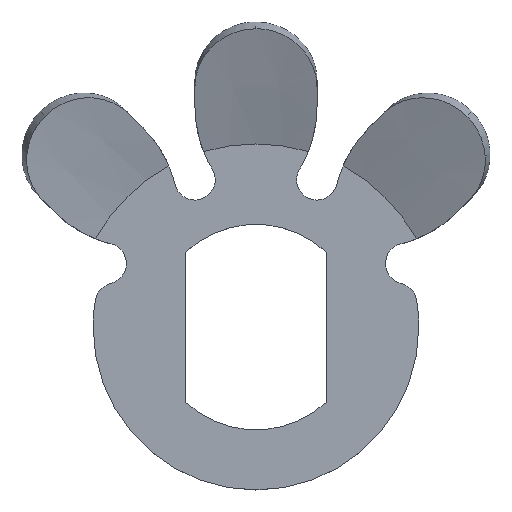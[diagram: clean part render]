
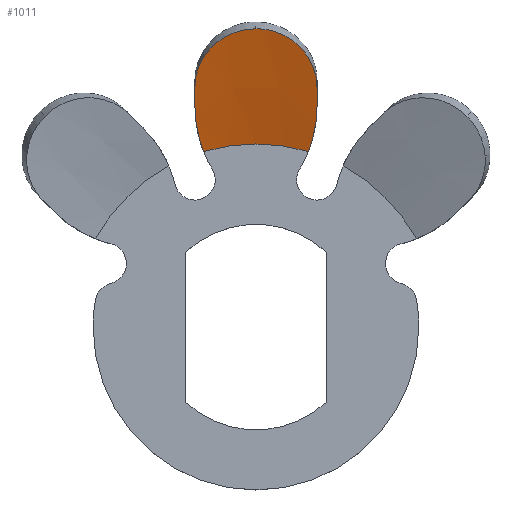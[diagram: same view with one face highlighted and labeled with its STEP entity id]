
A CAD part, top view. The second image highlights one B-rep face of the part: STEP entity #1011.
In plain terms, the highlighted conical face has half-angle 70.529 degrees and reference radius 7.328 mm.
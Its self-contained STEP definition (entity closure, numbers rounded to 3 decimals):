
#20 = ORIENTED_EDGE ( 'NONE', *, *, #1324, .T. ) ;
#49 = CARTESIAN_POINT ( 'NONE',  ( -1.199, 6.773, 1.34 ) ) ;
#73 = CARTESIAN_POINT ( 'NONE',  ( -1.5, 5.893, 1.059 ) ) ;
#89 = DIRECTION ( 'NONE',  ( 1., 0., 0. ) ) ;
#112 = ORIENTED_EDGE ( 'NONE', *, *, #525, .F. ) ;
#128 = VERTEX_POINT ( 'NONE', #1606 ) ;
#131 = VERTEX_POINT ( 'NONE', #1215 ) ;
#186 = CARTESIAN_POINT ( 'NONE',  ( -1.46, 6.268, 1.184 ) ) ;
#216 = CARTESIAN_POINT ( 'NONE',  ( 0.756, 7.145, 1.449 ) ) ;
#226 = CARTESIAN_POINT ( 'NONE',  ( -1.428, 4.668, 0.635 ) ) ;
#252 = B_SPLINE_CURVE_WITH_KNOTS ( 'NONE', 3,
 ( #1406, #1309, #1055, #999 ),
 .UNSPECIFIED., .F., .F.,
 ( 4, 4 ),
 ( 0.006, 0.006 ),
 .UNSPECIFIED. ) ;
#262 = ORIENTED_EDGE ( 'NONE', *, *, #286, .T. ) ;
#286 = EDGE_CURVE ( 'NONE', #923, #1193, #691, .T. ) ;
#287 = CIRCLE ( 'NONE', #1655, 4.5 ) ;
#288 = CARTESIAN_POINT ( 'NONE',  ( 1.5, 5.987, 1.091 ) ) ;
#303 = CARTESIAN_POINT ( 'NONE',  ( 1.302, 6.608, 1.29 ) ) ;
#305 = EDGE_CURVE ( 'NONE', #830, #1193, #379, .T. ) ;
#316 = CARTESIAN_POINT ( 'NONE',  ( -1.5, 5.581, 0.952 ) ) ;
#325 = CARTESIAN_POINT ( 'NONE',  ( -1.5, 5.893, 1.059 ) ) ;
#332 = CARTESIAN_POINT ( 'NONE',  ( 1.49, 6.079, 1.122 ) ) ;
#371 = CARTESIAN_POINT ( 'NONE',  ( -1.5, 5.039, 0.768 ) ) ;
#379 = B_SPLINE_CURVE_WITH_KNOTS ( 'NONE', 3,
 ( #1005, #316, #1276, #469 ),
 .UNSPECIFIED., .F., .F.,
 ( 4, 4 ),
 ( 0.006, 0.006 ),
 .UNSPECIFIED. ) ;
#413 = CARTESIAN_POINT ( 'NONE',  ( 1.423, 6.352, 1.211 ) ) ;
#421 = CARTESIAN_POINT ( 'NONE',  ( 1.452, 6.262, 1.182 ) ) ;
#430 = B_SPLINE_CURVE_WITH_KNOTS ( 'NONE', 3,
 ( #610, #1564, #457, #1091 ),
 .UNSPECIFIED., .F., .F.,
 ( 4, 4 ),
 ( 0., 0.001 ),
 .UNSPECIFIED. ) ;
#434 = CARTESIAN_POINT ( 'NONE',  ( 1.348, 6.526, 1.265 ) ) ;
#440 = CARTESIAN_POINT ( 'NONE',  ( 1.193, 6.764, 1.337 ) ) ;
#446 = CARTESIAN_POINT ( 'NONE',  ( -0.099, 7.328, 1.5 ) ) ;
#447 = CARTESIAN_POINT ( 'NONE',  ( 0.923, 7.038, 1.418 ) ) ;
#456 = CARTESIAN_POINT ( 'NONE',  ( 0.198, 7.328, 1.5 ) ) ;
#457 = CARTESIAN_POINT ( 'NONE',  ( 1.5, 5.039, 0.768 ) ) ;
#463 = CARTESIAN_POINT ( 'NONE',  ( 0., 7.328, 1.5 ) ) ;
#469 = CARTESIAN_POINT ( 'NONE',  ( -1.5, 5.893, 1.059 ) ) ;
#470 = CARTESIAN_POINT ( 'NONE',  ( 1.13, 6.838, 1.359 ) ) ;
#478 = CARTESIAN_POINT ( 'NONE',  ( 0.395, 7.29, 1.489 ) ) ;
#505 = CONICAL_SURFACE ( 'NONE', #1047, 7.328, 1.231 ) ;
#525 = EDGE_CURVE ( 'NONE', #1026, #131, #287, .T. ) ;
#547 = EDGE_LOOP ( 'NONE', ( #112, #1416, #1108, #20, #262, #1002, #1194 ) ) ;
#587 = CARTESIAN_POINT ( 'NONE',  ( -0.483, 7.254, 1.479 ) ) ;
#589 = CARTESIAN_POINT ( 'NONE',  ( 1.286, 4.312, 0.5 ) ) ;
#610 = CARTESIAN_POINT ( 'NONE',  ( 1.286, 4.312, 0.5 ) ) ;
#618 = CARTESIAN_POINT ( 'NONE',  ( -1.5, 5.424, 0.899 ) ) ;
#627 = CARTESIAN_POINT ( 'NONE',  ( 0., 0., 0.5 ) ) ;
#675 = EDGE_CURVE ( 'NONE', #1641, #128, #252, .T. ) ;
#691 = B_SPLINE_CURVE_WITH_KNOTS ( 'NONE', 3,
 ( #1267, #446, #990, #1393, #587, #1527, #734, #1652, #864, #49, #996, #186, #1137, #325 ),
 .UNSPECIFIED., .F., .F.,
 ( 4, 2, 2, 2, 2, 2, 4 ),
 ( 0., 0., 0.001, 0.001, 0.001, 0.002, 0.002 ),
 .UNSPECIFIED. ) ;
#733 = DIRECTION ( 'NONE',  ( 0., 0., 1. ) ) ;
#734 = CARTESIAN_POINT ( 'NONE',  ( -0.751, 7.138, 1.446 ) ) ;
#761 = CARTESIAN_POINT ( 'NONE',  ( -1.5, 5.424, 0.899 ) ) ;
#767 = DIRECTION ( 'NONE',  ( 1., 0., 0. ) ) ;
#830 = VERTEX_POINT ( 'NONE', #761 ) ;
#836 = EDGE_CURVE ( 'NONE', #830, #131, #1059, .T. ) ;
#864 = CARTESIAN_POINT ( 'NONE',  ( -0.991, 6.972, 1.399 ) ) ;
#871 = CARTESIAN_POINT ( 'NONE',  ( 0., 0., 1.5 ) ) ;
#910 = FACE_OUTER_BOUND ( 'NONE', #547, .T. ) ;
#923 = VERTEX_POINT ( 'NONE', #1438 ) ;
#956 = EDGE_CURVE ( 'NONE', #1026, #1641, #430, .T. ) ;
#990 = CARTESIAN_POINT ( 'NONE',  ( -0.197, 7.319, 1.497 ) ) ;
#996 = CARTESIAN_POINT ( 'NONE',  ( -1.31, 6.612, 1.292 ) ) ;
#999 = CARTESIAN_POINT ( 'NONE',  ( 1.5, 5.893, 1.059 ) ) ;
#1002 = ORIENTED_EDGE ( 'NONE', *, *, #305, .F. ) ;
#1005 = CARTESIAN_POINT ( 'NONE',  ( -1.5, 5.424, 0.899 ) ) ;
#1011 = ADVANCED_FACE ( 'NONE', ( #910 ), #505, .F. ) ;
#1026 = VERTEX_POINT ( 'NONE', #589 ) ;
#1047 = AXIS2_PLACEMENT_3D ( 'NONE', #871, #1261, #89 ) ;
#1055 = CARTESIAN_POINT ( 'NONE',  ( 1.5, 5.737, 1.005 ) ) ;
#1059 = B_SPLINE_CURVE_WITH_KNOTS ( 'NONE', 3,
 ( #618, #371, #226, #1297 ),
 .UNSPECIFIED., .F., .F.,
 ( 4, 4 ),
 ( 0., 0.001 ),
 .UNSPECIFIED. ) ;
#1084 = CARTESIAN_POINT ( 'NONE',  ( 1.5, 5.424, 0.899 ) ) ;
#1091 = CARTESIAN_POINT ( 'NONE',  ( 1.5, 5.424, 0.899 ) ) ;
#1108 = ORIENTED_EDGE ( 'NONE', *, *, #675, .T. ) ;
#1137 = CARTESIAN_POINT ( 'NONE',  ( -1.5, 6.081, 1.123 ) ) ;
#1193 = VERTEX_POINT ( 'NONE', #73 ) ;
#1194 = ORIENTED_EDGE ( 'NONE', *, *, #836, .T. ) ;
#1215 = CARTESIAN_POINT ( 'NONE',  ( -1.286, 4.312, 0.5 ) ) ;
#1260 = CARTESIAN_POINT ( 'NONE',  ( 1.5, 5.893, 1.059 ) ) ;
#1261 = DIRECTION ( 'NONE',  ( 0., 0., 1. ) ) ;
#1267 = CARTESIAN_POINT ( 'NONE',  ( 0., 7.328, 1.5 ) ) ;
#1276 = CARTESIAN_POINT ( 'NONE',  ( -1.5, 5.737, 1.005 ) ) ;
#1297 = CARTESIAN_POINT ( 'NONE',  ( -1.286, 4.312, 0.5 ) ) ;
#1309 = CARTESIAN_POINT ( 'NONE',  ( 1.5, 5.581, 0.952 ) ) ;
#1324 = EDGE_CURVE ( 'NONE', #128, #923, #1595, .T. ) ;
#1393 = CARTESIAN_POINT ( 'NONE',  ( -0.388, 7.282, 1.487 ) ) ;
#1406 = CARTESIAN_POINT ( 'NONE',  ( 1.5, 5.424, 0.899 ) ) ;
#1416 = ORIENTED_EDGE ( 'NONE', *, *, #956, .T. ) ;
#1438 = CARTESIAN_POINT ( 'NONE',  ( 0., 7.328, 1.5 ) ) ;
#1527 = CARTESIAN_POINT ( 'NONE',  ( -0.665, 7.182, 1.459 ) ) ;
#1564 = CARTESIAN_POINT ( 'NONE',  ( 1.428, 4.668, 0.635 ) ) ;
#1595 = B_SPLINE_CURVE_WITH_KNOTS ( 'NONE', 3,
 ( #1260, #288, #332, #421, #413, #434, #303, #440, #470, #447, #216, #478, #456, #463 ),
 .UNSPECIFIED., .F., .F.,
 ( 4, 2, 2, 2, 2, 2, 4 ),
 ( 0., 0., 0.001, 0.001, 0.001, 0.002, 0.002 ),
 .UNSPECIFIED. ) ;
#1606 = CARTESIAN_POINT ( 'NONE',  ( 1.5, 5.893, 1.059 ) ) ;
#1641 = VERTEX_POINT ( 'NONE', #1084 ) ;
#1652 = CARTESIAN_POINT ( 'NONE',  ( -0.914, 7.033, 1.416 ) ) ;
#1655 = AXIS2_PLACEMENT_3D ( 'NONE', #627, #733, #767 ) ;
